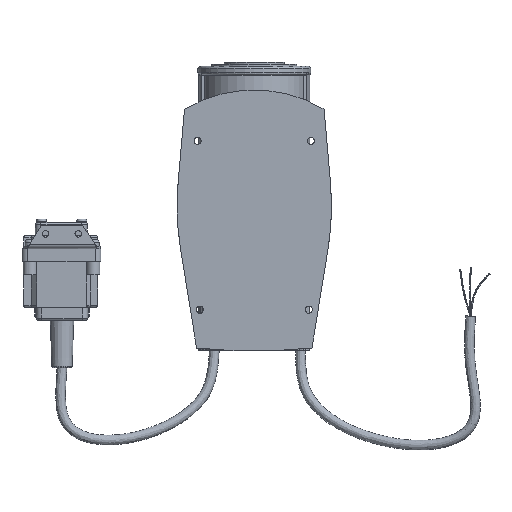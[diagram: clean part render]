
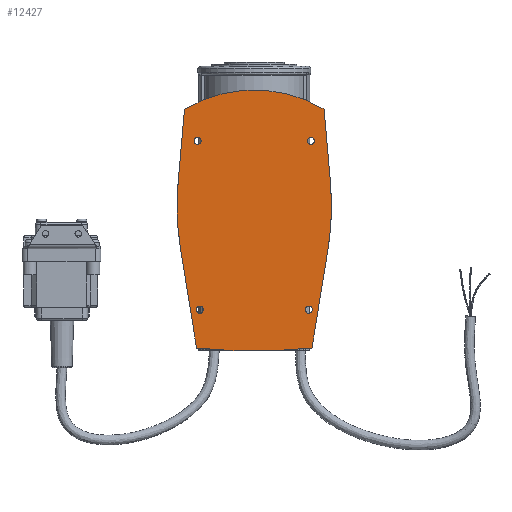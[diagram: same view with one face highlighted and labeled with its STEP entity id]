
A CAD part, front view. The second image highlights one B-rep face of the part: STEP entity #12427.
In plain terms, the highlighted planar face has unit normal (0, -1, 0).
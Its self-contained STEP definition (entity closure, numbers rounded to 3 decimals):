
#732=FACE_BOUND($,#2636,.T.);
#733=FACE_BOUND($,#2637,.T.);
#734=FACE_BOUND($,#2638,.T.);
#735=FACE_BOUND($,#2639,.T.);
#1028=CIRCLE($,#13387,124.738);
#1029=CIRCLE($,#13388,250.);
#1030=CIRCLE($,#13389,500.);
#1031=CIRCLE($,#13390,250.);
#1032=CIRCLE($,#13391,3.25);
#1033=CIRCLE($,#13392,3.25);
#1034=CIRCLE($,#13393,3.25);
#1035=CIRCLE($,#13394,3.25);
#1863=FACE_OUTER_BOUND($,#2635,.T.);
#2635=EDGE_LOOP($,(#10173,#10174,#10175,#10176,#10177,#10178,#10179,#10180));
#2636=EDGE_LOOP($,(#10181));
#2637=EDGE_LOOP($,(#10182));
#2638=EDGE_LOOP($,(#10183));
#2639=EDGE_LOOP($,(#10184));
#3510=LINE($,#22789,#4452);
#3511=LINE($,#22793,#4453);
#3512=LINE($,#22797,#4454);
#3513=LINE($,#22800,#4455);
#4452=VECTOR($,#15822,67.28);
#4453=VECTOR($,#15825,91.434);
#4454=VECTOR($,#15828,91.434);
#4455=VECTOR($,#15831,67.28);
#5613=VERTEX_POINT($,#22785);
#5614=VERTEX_POINT($,#22786);
#5615=VERTEX_POINT($,#22788);
#5616=VERTEX_POINT($,#22790);
#5617=VERTEX_POINT($,#22792);
#5618=VERTEX_POINT($,#22794);
#5619=VERTEX_POINT($,#22796);
#5620=VERTEX_POINT($,#22798);
#5621=VERTEX_POINT($,#22801);
#5622=VERTEX_POINT($,#22803);
#5623=VERTEX_POINT($,#22805);
#5624=VERTEX_POINT($,#22807);
#7196=EDGE_CURVE($,#5613,#5614,#1028,.T.);
#7197=EDGE_CURVE($,#5615,#5614,#3510,.T.);
#7198=EDGE_CURVE($,#5616,#5615,#1029,.T.);
#7199=EDGE_CURVE($,#5617,#5616,#3511,.T.);
#7200=EDGE_CURVE($,#5618,#5617,#1030,.T.);
#7201=EDGE_CURVE($,#5619,#5618,#3512,.T.);
#7202=EDGE_CURVE($,#5620,#5619,#1031,.T.);
#7203=EDGE_CURVE($,#5613,#5620,#3513,.T.);
#7204=EDGE_CURVE($,#5621,#5621,#1032,.T.);
#7205=EDGE_CURVE($,#5622,#5622,#1033,.T.);
#7206=EDGE_CURVE($,#5623,#5623,#1034,.T.);
#7207=EDGE_CURVE($,#5624,#5624,#1035,.T.);
#10173=ORIENTED_EDGE($,*,*,#7196,.T.);
#10174=ORIENTED_EDGE($,*,*,#7197,.F.);
#10175=ORIENTED_EDGE($,*,*,#7198,.F.);
#10176=ORIENTED_EDGE($,*,*,#7199,.F.);
#10177=ORIENTED_EDGE($,*,*,#7200,.F.);
#10178=ORIENTED_EDGE($,*,*,#7201,.F.);
#10179=ORIENTED_EDGE($,*,*,#7202,.F.);
#10180=ORIENTED_EDGE($,*,*,#7203,.F.);
#10181=ORIENTED_EDGE($,*,*,#7204,.T.);
#10182=ORIENTED_EDGE($,*,*,#7205,.T.);
#10183=ORIENTED_EDGE($,*,*,#7206,.T.);
#10184=ORIENTED_EDGE($,*,*,#7207,.T.);
#11720=PLANE($,#13386);
#12427=ADVANCED_FACE($,(#1863,#732,#733,#734,#735),#11720,.F.);
#13386=AXIS2_PLACEMENT_3D($,#22784,#15818,#15819);
#13387=AXIS2_PLACEMENT_3D($,#22787,#15820,#15821);
#13388=AXIS2_PLACEMENT_3D($,#22791,#15823,#15824);
#13389=AXIS2_PLACEMENT_3D($,#22795,#15826,#15827);
#13390=AXIS2_PLACEMENT_3D($,#22799,#15829,#15830);
#13391=AXIS2_PLACEMENT_3D($,#22802,#15832,#15833);
#13392=AXIS2_PLACEMENT_3D($,#22804,#15834,#15835);
#13393=AXIS2_PLACEMENT_3D($,#22806,#15836,#15837);
#13394=AXIS2_PLACEMENT_3D($,#22808,#15838,#15839);
#15818=DIRECTION('center_axis',(0.,1.,0.));
#15819=DIRECTION('ref_axis',(1.,0.,0.));
#15820=DIRECTION('center_axis',(0.,-1.,0.));
#15821=DIRECTION('ref_axis',(0.514,0.,0.858));
#15822=DIRECTION($,(0.087,0.,0.996));
#15823=DIRECTION('center_axis',(0.,1.,0.));
#15824=DIRECTION('ref_axis',(-0.987,0.,-0.161));
#15825=DIRECTION($,(-0.161,0.,0.987));
#15826=DIRECTION('center_axis',(0.,1.,0.));
#15827=DIRECTION('ref_axis',(0.106,0.,-0.994));
#15828=DIRECTION($,(-0.161,0.,-0.987));
#15829=DIRECTION('center_axis',(0.,1.,0.));
#15830=DIRECTION('ref_axis',(0.996,0.,0.087));
#15831=DIRECTION($,(0.087,0.,-0.996));
#15832=DIRECTION('center_axis',(0.,1.,0.));
#15833=DIRECTION('ref_axis',(0.,0.,1.));
#15834=DIRECTION('center_axis',(0.,1.,0.));
#15835=DIRECTION('ref_axis',(0.,0.,1.));
#15836=DIRECTION('center_axis',(0.,1.,0.));
#15837=DIRECTION('ref_axis',(0.,0.,1.));
#15838=DIRECTION('center_axis',(0.,1.,0.));
#15839=DIRECTION('ref_axis',(0.,0.,1.));
#22784=CARTESIAN_POINT('Origin',(0.,0.,0.));
#22785=CARTESIAN_POINT('',(64.073,0.,-17.976));
#22786=CARTESIAN_POINT('',(-64.073,0.,-17.976));
#22787=CARTESIAN_POINT('Origin',(0.,0.,-125.));
#22788=CARTESIAN_POINT('',(-69.937,0.,-85.));
#22789=CARTESIAN_POINT($,(-69.937,0.,-85.));
#22790=CARTESIAN_POINT('',(-67.643,0.,-146.94));
#22791=CARTESIAN_POINT('Origin',(179.112,0.,-106.789));
#22792=CARTESIAN_POINT('',(-52.958,0.,-237.188));
#22793=CARTESIAN_POINT($,(-52.958,0.,-237.188));
#22794=CARTESIAN_POINT('',(52.958,0.,-237.188));
#22795=CARTESIAN_POINT('Origin',(0.,0.,
260.));
#22796=CARTESIAN_POINT('',(67.643,0.,-146.94));
#22797=CARTESIAN_POINT($,(67.643,0.,-146.94));
#22798=CARTESIAN_POINT('',(69.937,0.,-85.));
#22799=CARTESIAN_POINT('Origin',(-179.112,0.,-106.789));
#22800=CARTESIAN_POINT($,(64.073,0.,-17.976));
#22801=CARTESIAN_POINT('',(52.,0.,-43.75));
#22802=CARTESIAN_POINT('Origin',(52.,0.,-47.));
#22803=CARTESIAN_POINT('',(50.,0.,-198.75));
#22804=CARTESIAN_POINT('Origin',(50.,0.,-202.));
#22805=CARTESIAN_POINT('',(-50.,0.,-198.75));
#22806=CARTESIAN_POINT('Origin',(-50.,0.,-202.));
#22807=CARTESIAN_POINT('',(-52.,0.,-43.75));
#22808=CARTESIAN_POINT('Origin',(-52.,0.,-47.));
